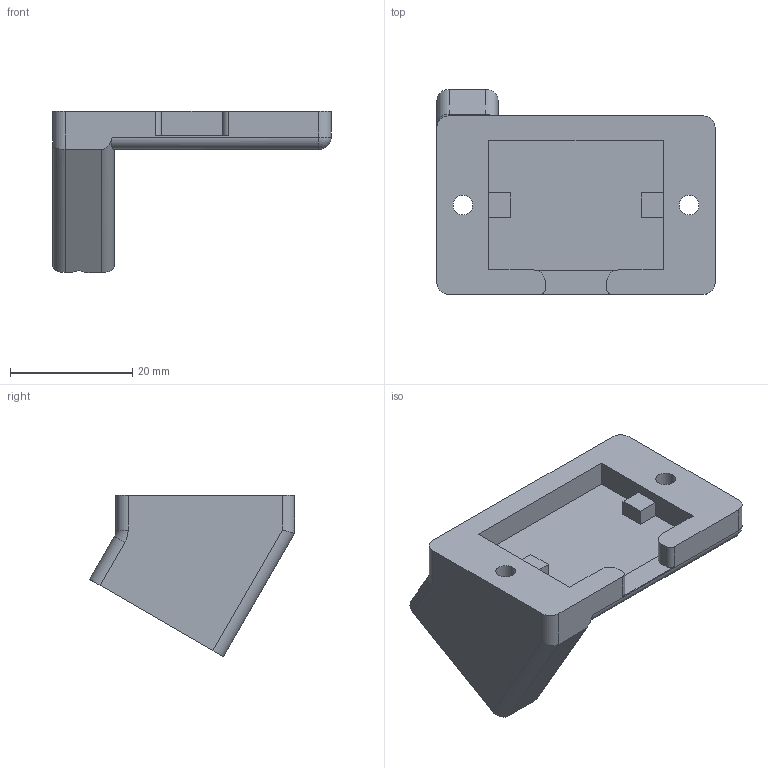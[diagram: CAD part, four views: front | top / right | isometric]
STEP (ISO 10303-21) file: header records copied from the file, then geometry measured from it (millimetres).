
FILE_DESCRIPTION(/* description */ (''),/* implementation_level */ '2;1');
FILE_NAME(/* name */ 'Top57mmTrackball30DegTentStand v4 - Back.step',/* time_stamp */ '2023-03-12T14:15:37-04:00',/* author */ (''),/* organization */ (''),/* preprocessor_version */ 'ST-DEVELOPER v19.2',/* originating_system */ 'Autodesk Translation Framework v11.17.0.187',/* authorisation */ '');
FILE_SCHEMA (('AUTOMOTIVE_DESIGN { 1 0 10303 214 3 1 1 }'));
Length unit declared in the file: millimetre
Products named in the file (2): Top57mmTrackball30DegTentStand v4 - Back; Top57mmTrackball30DegTentStand v4 - Back_1
Assembly tree (1 placements, depth 2):
  Top57mmTrackball30DegTentStand v4 - Back
    Top57mmTrackball30DegTentStand v4 - Back_1
Bounding box: 45.5 x 33.53 x 26.34 mm (x, y, z)
Volume: 8795.8 mm3; surface area: 5334.6 mm2
Topology: 1 solids, 1 shells, 53 faces, 146 edges, 93 vertices
Faces by surface type: plane 26, cylinder 20, torus 3, sphere 2, cone 2
Full cylindrical faces by diameter (mm): 3.2 x2, 6.25 x1
Entity records: 1779 total; most frequent: CARTESIAN_POINT 333, DIRECTION 300, ORIENTED_EDGE 292, EDGE_CURVE 146, AXIS2_PLACEMENT_3D 103, LINE 94, VECTOR 94, VERTEX_POINT 93
